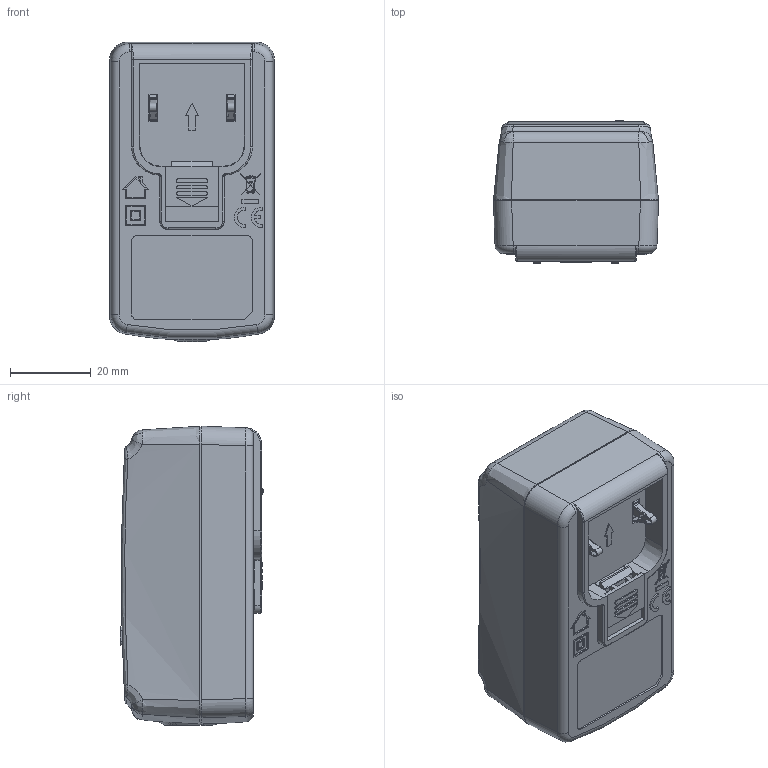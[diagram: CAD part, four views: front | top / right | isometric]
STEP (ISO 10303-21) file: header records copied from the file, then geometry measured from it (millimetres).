
FILE_DESCRIPTION((''),'2;1');
FILE_NAME('GTM96183-WWPD-USB1C-Q_ASM','2022-11-04T15:46:19',('rd05'),(''),'CREO PARAMETRIC BY PTC INC, 2018050','CREO PARAMETRIC BY PTC INC, 2018050','');
FILE_SCHEMA(('CONFIG_CONTROL_DESIGN','GEOMETRIC_VALIDATION_PROPERTIES_MIM'));
Products named in the file (29): NEW-PIN-LEFT_1; NEW-PIN-RIGHT_1; MANIFOLD_SOLID_BREP_3919_1; SPRING_1; COVER_1; PCB_N_4; 501Z_1; 470UF_1; CY1_1; XF01036_1; LED_1; 1549M_1; 1648S_1; BIANYAQI_1; RF1_1; T1A_1; LF500_1_1; LF500_1_2; LF500_1_ASM; PCB-2_1; 4PIN_1; TYPC_TC16H19_2; PCB-2_ASM_1_ASM; PCB-1_ASM_2_ASM; BOTTOM_CASE_3; TOP_CASE_32; LENS-USB_1; TYPE_C_ASM_9_ASM; GTM96183-WWPD-USB1C-Q_ASM
Assembly tree (30 placements, depth 5):
  GTM96183-WWPD-USB1C-Q_ASM
    TYPE_C_ASM_9_ASM
      NEW-PIN-LEFT_1
      NEW-PIN-RIGHT_1
      MANIFOLD_SOLID_BREP_3919_1
      SPRING_1
      COVER_1
      PCB-1_ASM_2_ASM
        PCB_N_4
        501Z_1
        470UF_1
        CY1_1  x2
        XF01036_1
        LED_1
        1549M_1
        1648S_1  x2
        BIANYAQI_1
        RF1_1
        T1A_1
        LF500_1_ASM
          LF500_1_1
          LF500_1_2
        PCB-2_ASM_1_ASM
          PCB-2_1
          4PIN_1
          TYPC_TC16H19_2
      BOTTOM_CASE_3
      TOP_CASE_32
      LENS-USB_1
Bounding box: 41 x 35.54 x 74.4 mm (x, y, z)
Volume: 40867.9 mm3; surface area: 49644.1 mm2
Topology: 26 solids, 34 shells, 2420 faces, 6367 edges, 4056 vertices
Faces by surface type: plane 1177, cylinder 651, torus 290, cone 157, bspline 127, extrusion 12, sphere 6
Entity records: 96122 total; most frequent: CARTESIAN_POINT 28649, ORIENTED_EDGE 12485, DIRECTION 12303, EDGE_CURVE 6284, AXIS2_PLACEMENT_3D 4353, VERTEX_POINT 4004, VECTOR 3597, LINE 3585
